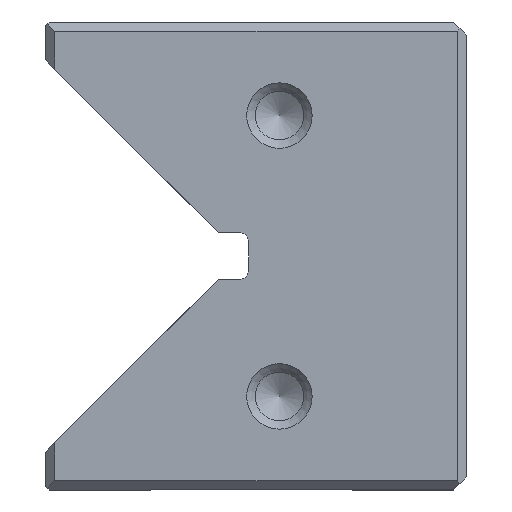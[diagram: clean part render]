
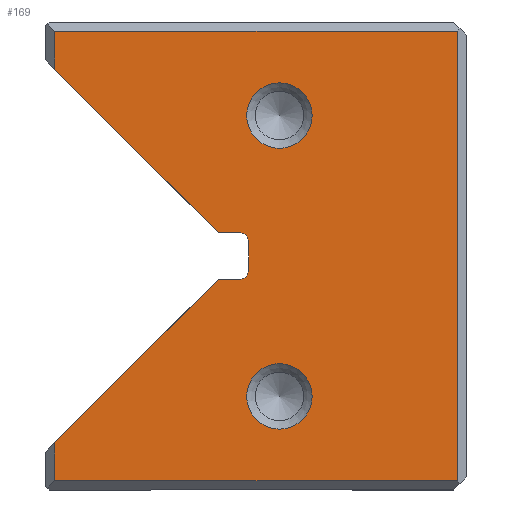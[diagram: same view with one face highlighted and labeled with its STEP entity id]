
A CAD part, left-side view. The second image highlights one B-rep face of the part: STEP entity #169.
In plain terms, the highlighted planar face has unit normal (-1, 0, 0).
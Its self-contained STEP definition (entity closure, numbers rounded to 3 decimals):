
#68=FACE_BOUND('',#280,.T.);
#69=FACE_BOUND('',#281,.T.);
#70=FACE_BOUND('',#282,.T.);
#135=CIRCLE('',#927,3.5);
#136=CIRCLE('',#928,3.5);
#137=CIRCLE('',#929,1.);
#138=CIRCLE('',#930,1.);
#169=ADVANCED_FACE('',(#68,#69,#70),#224,.T.);
#224=PLANE('',#931);
#280=EDGE_LOOP('',(#377));
#281=EDGE_LOOP('',(#378));
#282=EDGE_LOOP('',(#379,#380,#381,#382,#383,#384,#385,#386,#387,#388,#389,
#390));
#377=ORIENTED_EDGE('',*,*,#679,.F.);
#378=ORIENTED_EDGE('',*,*,#680,.T.);
#379=ORIENTED_EDGE('',*,*,#681,.T.);
#380=ORIENTED_EDGE('',*,*,#682,.T.);
#381=ORIENTED_EDGE('',*,*,#683,.T.);
#382=ORIENTED_EDGE('',*,*,#684,.T.);
#383=ORIENTED_EDGE('',*,*,#685,.T.);
#384=ORIENTED_EDGE('',*,*,#686,.T.);
#385=ORIENTED_EDGE('',*,*,#687,.T.);
#386=ORIENTED_EDGE('',*,*,#688,.T.);
#387=ORIENTED_EDGE('',*,*,#689,.T.);
#388=ORIENTED_EDGE('',*,*,#690,.T.);
#389=ORIENTED_EDGE('',*,*,#691,.F.);
#390=ORIENTED_EDGE('',*,*,#692,.F.);
#593=VERTEX_POINT('',#1299);
#594=VERTEX_POINT('',#1301);
#595=VERTEX_POINT('',#1303);
#596=VERTEX_POINT('',#1304);
#597=VERTEX_POINT('',#1306);
#598=VERTEX_POINT('',#1308);
#599=VERTEX_POINT('',#1310);
#600=VERTEX_POINT('',#1312);
#601=VERTEX_POINT('',#1314);
#602=VERTEX_POINT('',#1316);
#603=VERTEX_POINT('',#1318);
#604=VERTEX_POINT('',#1320);
#605=VERTEX_POINT('',#1322);
#606=VERTEX_POINT('',#1324);
#679=EDGE_CURVE('',#593,#593,#135,.T.);
#680=EDGE_CURVE('',#594,#594,#136,.T.);
#681=EDGE_CURVE('',#595,#596,#784,.T.);
#682=EDGE_CURVE('',#596,#597,#785,.T.);
#683=EDGE_CURVE('',#597,#598,#786,.T.);
#684=EDGE_CURVE('',#598,#599,#787,.T.);
#685=EDGE_CURVE('',#599,#600,#788,.T.);
#686=EDGE_CURVE('',#600,#601,#789,.T.);
#687=EDGE_CURVE('',#601,#602,#790,.T.);
#688=EDGE_CURVE('',#602,#603,#137,.T.);
#689=EDGE_CURVE('',#603,#604,#791,.T.);
#690=EDGE_CURVE('',#604,#605,#138,.T.);
#691=EDGE_CURVE('',#606,#605,#792,.T.);
#692=EDGE_CURVE('',#595,#606,#793,.T.);
#784=LINE('',#1302,#858);
#785=LINE('',#1305,#859);
#786=LINE('',#1307,#860);
#787=LINE('',#1309,#861);
#788=LINE('',#1311,#862);
#789=LINE('',#1313,#863);
#790=LINE('',#1315,#864);
#791=LINE('',#1319,#865);
#792=LINE('',#1323,#866);
#793=LINE('',#1325,#867);
#858=VECTOR('',#1040,1.);
#859=VECTOR('',#1041,1.);
#860=VECTOR('',#1042,1.);
#861=VECTOR('',#1043,1.);
#862=VECTOR('',#1044,1.);
#863=VECTOR('',#1045,1.);
#864=VECTOR('',#1046,1.);
#865=VECTOR('',#1049,1.);
#866=VECTOR('',#1052,1.);
#867=VECTOR('',#1053,1.);
#927=AXIS2_PLACEMENT_3D('',#1298,#1036,#1037);
#928=AXIS2_PLACEMENT_3D('',#1300,#1038,#1039);
#929=AXIS2_PLACEMENT_3D('',#1317,#1047,#1048);
#930=AXIS2_PLACEMENT_3D('',#1321,#1050,#1051);
#931=AXIS2_PLACEMENT_3D('',#1326,#1054,#1055);
#1036=DIRECTION('',(-1.,0.,0.));
#1037=DIRECTION('',(0.,0.,1.));
#1038=DIRECTION('',(1.,0.,0.));
#1039=DIRECTION('',(0.,0.,-1.));
#1040=DIRECTION('',(0.,0.,-1.));
#1041=DIRECTION('',(0.,-1.,0.));
#1042=DIRECTION('',(0.,0.,1.));
#1043=DIRECTION('',(0.,1.,0.));
#1044=DIRECTION('',(0.,0.,-1.));
#1045=DIRECTION('',(0.,-0.707,-0.707));
#1046=DIRECTION('',(0.,-1.,0.));
#1047=DIRECTION('',(1.,0.,0.));
#1048=DIRECTION('',(0.,0.,1.));
#1049=DIRECTION('',(0.,0.,-1.));
#1050=DIRECTION('',(1.,0.,0.));
#1051=DIRECTION('',(0.,0.,1.));
#1052=DIRECTION('',(0.,-1.,0.));
#1053=DIRECTION('',(0.,-0.707,0.707));
#1054=DIRECTION('',(-1.,0.,0.));
#1055=DIRECTION('',(0.,0.,1.));
#1298=CARTESIAN_POINT('',(0.,20.,40.));
#1299=CARTESIAN_POINT('',(0.,20.,43.5));
#1300=CARTESIAN_POINT('',(0.,20.,10.));
#1301=CARTESIAN_POINT('',(0.,20.,6.5));
#1302=CARTESIAN_POINT('',(0.,44.,0.));
#1303=CARTESIAN_POINT('',(0.,44.,5.048));
#1304=CARTESIAN_POINT('',(0.,44.,1.));
#1305=CARTESIAN_POINT('',(0.,22.5,1.));
#1306=CARTESIAN_POINT('',(0.,1.,1.));
#1307=CARTESIAN_POINT('',(0.,1.,0.));
#1308=CARTESIAN_POINT('',(0.,1.,49.));
#1309=CARTESIAN_POINT('',(0.,22.5,49.));
#1310=CARTESIAN_POINT('',(0.,44.,49.));
#1311=CARTESIAN_POINT('',(0.,44.,0.));
#1312=CARTESIAN_POINT('',(0.,44.,44.952));
#1313=CARTESIAN_POINT('',(0.,45.,45.952));
#1314=CARTESIAN_POINT('',(0.,26.548,27.5));
#1315=CARTESIAN_POINT('',(0.,23.3,27.5));
#1316=CARTESIAN_POINT('',(0.,24.3,27.5));
#1317=CARTESIAN_POINT('',(0.,24.3,26.5));
#1318=CARTESIAN_POINT('',(0.,23.3,26.5));
#1319=CARTESIAN_POINT('',(0.,23.3,27.5));
#1320=CARTESIAN_POINT('',(0.,23.3,23.5));
#1321=CARTESIAN_POINT('',(0.,24.3,23.5));
#1322=CARTESIAN_POINT('',(0.,24.3,22.5));
#1323=CARTESIAN_POINT('',(0.,23.3,22.5));
#1324=CARTESIAN_POINT('',(0.,26.548,22.5));
#1325=CARTESIAN_POINT('',(0.,45.,4.048));
#1326=CARTESIAN_POINT('',(0.,22.5,0.));
